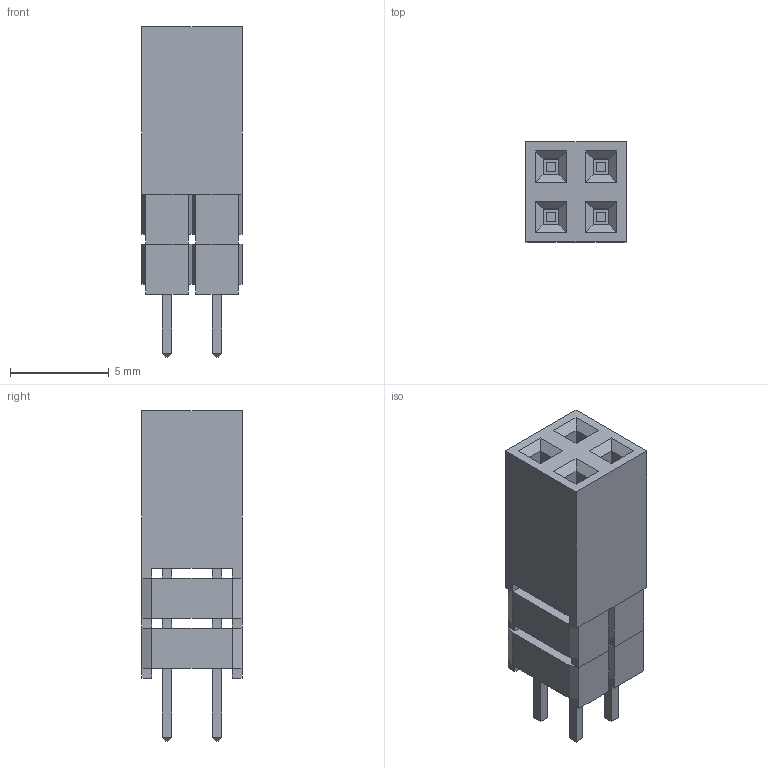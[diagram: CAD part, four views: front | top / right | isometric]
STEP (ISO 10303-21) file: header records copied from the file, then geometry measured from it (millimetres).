
FILE_DESCRIPTION(('FreeCAD Model'),'2;1');
FILE_NAME('Socket_Strip_Straight_L13.6_P2.5_02x02.step','2019-08-27T03:00:16',('Author'),(''), 'Open CASCADE STEP processor 6.8','FreeCAD','Unknown');
FILE_SCHEMA(('AUTOMOTIVE_DESIGN { 1 0 10303 214 1 1 1 1 }'));
Length unit declared in the file: millimetre
Products named in the file (1): Socket_Strip_Straight_L13.6_P2.5_02x02
Bounding box: 5.08 x 5.08 x 16.78 mm (x, y, z)
Volume: 303.5 mm3; surface area: 529.6 mm2
Topology: 1 solids, 1 shells, 194 faces, 474 edges, 284 vertices
Faces by surface type: plane 194
Entity records: 6874 total; most frequent: CARTESIAN_POINT 953, ORIENTED_EDGE 948, DIRECTION 864, EDGE_CURVE 474, LINE 474, VECTOR 474, VERTEX_POINT 284, FACE_BOUND 222
